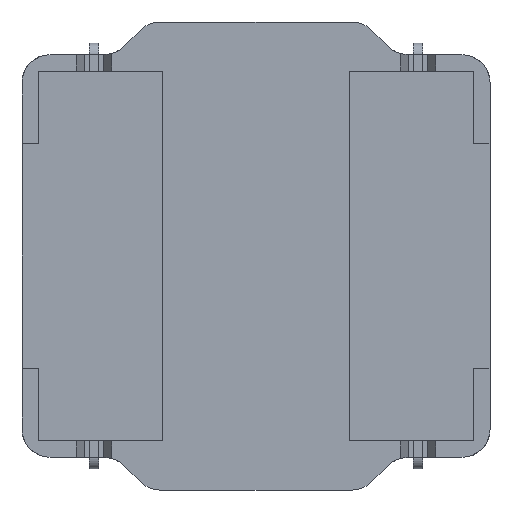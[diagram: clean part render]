
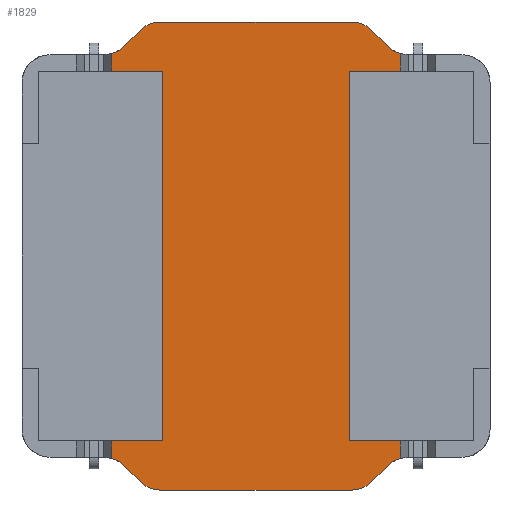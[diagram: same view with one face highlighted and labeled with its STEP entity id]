
A CAD part, front view. The second image highlights one B-rep face of the part: STEP entity #1829.
In plain terms, the highlighted planar face has unit normal (0, -1, 0).
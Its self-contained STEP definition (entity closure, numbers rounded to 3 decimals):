
#1829=ADVANCED_FACE('NONE',(#1830),#2032,.F.);
#1830=FACE_BOUND('NONE',#1831,.T.);
#1831=EDGE_LOOP('',(#1832,#1842,#1850,#1859,#1867,#1876,#1884,#1893,#1901,#1910,#1918,#1926,#1934,#1942,#1950,#1959,#1967,#1976,#1984,#1993,#2001,#2010,#2018,#2026));
#1832=ORIENTED_EDGE('',*,*,#1833,.T.);
#1833=EDGE_CURVE('NONE',#1834,#1836,#1838,.T.);
#1834=VERTEX_POINT('NONE',#1835);
#1835=CARTESIAN_POINT('',(-1.0,0.0,-1.975));
#1836=VERTEX_POINT('NONE',#1837);
#1837=CARTESIAN_POINT('',(-1.54,0.0,-1.975));
#1838=LINE('',#1839,#1840);
#1839=CARTESIAN_POINT('',(0.,0.0,-1.975));
#1840=VECTOR('',#1841,1.0);
#1841=DIRECTION('',(-1.0,0.0,0.));
#1842=ORIENTED_EDGE('',*,*,#1843,.T.);
#1843=EDGE_CURVE('NONE',#1836,#1844,#1846,.F.);
#1844=VERTEX_POINT('NONE',#1845);
#1845=CARTESIAN_POINT('',(-1.54,0.0,-2.162));
#1846=LINE('',#1847,#1848);
#1847=CARTESIAN_POINT('',(-1.54,0.0,-2.5));
#1848=VECTOR('',#1849,1.0);
#1849=DIRECTION('',(0.0,0.0,1.0));
#1850=ORIENTED_EDGE('',*,*,#1851,.T.);
#1851=EDGE_CURVE('NONE',#1844,#1852,#1854,.F.);
#1852=VERTEX_POINT('NONE',#1853);
#1853=CARTESIAN_POINT('',(-1.412,0.0,-2.238));
#1854=CIRCLE('',#1855,0.3);
#1855=AXIS2_PLACEMENT_3D('',#1856,#1857,#1858);
#1856=CARTESIAN_POINT('',(-1.624,0.0,-2.45));
#1857=DIRECTION('',(0.0,-1.0,0.0));
#1858=DIRECTION('',(0.0,0.0,1.0));
#1859=ORIENTED_EDGE('',*,*,#1860,.T.);
#1860=EDGE_CURVE('NONE',#1852,#1861,#1863,.F.);
#1861=VERTEX_POINT('NONE',#1862);
#1862=CARTESIAN_POINT('',(-1.238,0.0,-2.412));
#1863=LINE('',#1864,#1865);
#1864=CARTESIAN_POINT('',(-1.412,0.0,-2.238));
#1865=VECTOR('',#1866,1.0);
#1866=DIRECTION('',(-0.707,0.0,0.707));
#1867=ORIENTED_EDGE('',*,*,#1868,.T.);
#1868=EDGE_CURVE('NONE',#1861,#1869,#1871,.F.);
#1869=VERTEX_POINT('NONE',#1870);
#1870=CARTESIAN_POINT('',(-1.026,0.0,-2.5));
#1871=CIRCLE('',#1872,0.3);
#1872=AXIS2_PLACEMENT_3D('',#1873,#1874,#1875);
#1873=CARTESIAN_POINT('',(-1.026,0.0,-2.2));
#1874=DIRECTION('',(0.0,1.0,0.0));
#1875=DIRECTION('',(0.0,0.0,-1.0));
#1876=ORIENTED_EDGE('',*,*,#1877,.T.);
#1877=EDGE_CURVE('NONE',#1869,#1878,#1880,.F.);
#1878=VERTEX_POINT('NONE',#1879);
#1879=CARTESIAN_POINT('',(1.026,0.0,-2.5));
#1880=LINE('',#1881,#1882);
#1881=CARTESIAN_POINT('',(-1.026,0.0,-2.5));
#1882=VECTOR('',#1883,1.0);
#1883=DIRECTION('',(-1.0,0.0,0.));
#1884=ORIENTED_EDGE('',*,*,#1885,.T.);
#1885=EDGE_CURVE('NONE',#1878,#1886,#1888,.F.);
#1886=VERTEX_POINT('NONE',#1887);
#1887=CARTESIAN_POINT('',(1.238,0.0,-2.412));
#1888=CIRCLE('',#1889,0.3);
#1889=AXIS2_PLACEMENT_3D('',#1890,#1891,#1892);
#1890=CARTESIAN_POINT('',(1.026,0.0,-2.2));
#1891=DIRECTION('',(0.0,1.0,0.0));
#1892=DIRECTION('',(0.0,0.0,1.0));
#1893=ORIENTED_EDGE('',*,*,#1894,.T.);
#1894=EDGE_CURVE('NONE',#1886,#1895,#1897,.F.);
#1895=VERTEX_POINT('NONE',#1896);
#1896=CARTESIAN_POINT('',(1.412,0.0,-2.238));
#1897=LINE('',#1898,#1899);
#1898=CARTESIAN_POINT('',(1.412,0.0,-2.238));
#1899=VECTOR('',#1900,1.0);
#1900=DIRECTION('',(-0.707,0.0,-0.707));
#1901=ORIENTED_EDGE('',*,*,#1902,.T.);
#1902=EDGE_CURVE('NONE',#1895,#1903,#1905,.F.);
#1903=VERTEX_POINT('NONE',#1904);
#1904=CARTESIAN_POINT('',(1.54,0.0,-2.162));
#1905=CIRCLE('',#1906,0.3);
#1906=AXIS2_PLACEMENT_3D('',#1907,#1908,#1909);
#1907=CARTESIAN_POINT('',(1.624,0.0,-2.45));
#1908=DIRECTION('',(0.0,-1.0,0.0));
#1909=DIRECTION('',(0.0,0.0,-1.0));
#1910=ORIENTED_EDGE('',*,*,#1911,.T.);
#1911=EDGE_CURVE('NONE',#1903,#1912,#1914,.T.);
#1912=VERTEX_POINT('NONE',#1913);
#1913=CARTESIAN_POINT('',(1.54,0.0,-1.975));
#1914=LINE('',#1915,#1916);
#1915=CARTESIAN_POINT('',(1.54,0.0,-2.5));
#1916=VECTOR('',#1917,1.0);
#1917=DIRECTION('',(0.0,0.0,1.0));
#1918=ORIENTED_EDGE('',*,*,#1919,.T.);
#1919=EDGE_CURVE('NONE',#1912,#1920,#1922,.F.);
#1920=VERTEX_POINT('NONE',#1921);
#1921=CARTESIAN_POINT('',(1.0,0.0,-1.975));
#1922=LINE('',#1923,#1924);
#1923=CARTESIAN_POINT('',(0.,0.0,-1.975));
#1924=VECTOR('',#1925,1.0);
#1925=DIRECTION('',(1.0,0.0,0.));
#1926=ORIENTED_EDGE('',*,*,#1927,.T.);
#1927=EDGE_CURVE('NONE',#1920,#1928,#1930,.T.);
#1928=VERTEX_POINT('NONE',#1929);
#1929=CARTESIAN_POINT('',(1.0,0.0,1.975));
#1930=LINE('',#1931,#1932);
#1931=CARTESIAN_POINT('',(1.0,0.0,0.));
#1932=VECTOR('',#1933,1.0);
#1933=DIRECTION('',(0.,0.0,1.0));
#1934=ORIENTED_EDGE('',*,*,#1935,.T.);
#1935=EDGE_CURVE('NONE',#1928,#1936,#1938,.T.);
#1936=VERTEX_POINT('NONE',#1937);
#1937=CARTESIAN_POINT('',(1.54,0.0,1.975));
#1938=LINE('',#1939,#1940);
#1939=CARTESIAN_POINT('',(0.,0.0,1.975));
#1940=VECTOR('',#1941,1.0);
#1941=DIRECTION('',(1.0,0.0,0.));
#1942=ORIENTED_EDGE('',*,*,#1943,.T.);
#1943=EDGE_CURVE('NONE',#1936,#1944,#1946,.T.);
#1944=VERTEX_POINT('NONE',#1945);
#1945=CARTESIAN_POINT('',(1.54,0.0,2.162));
#1946=LINE('',#1947,#1948);
#1947=CARTESIAN_POINT('',(1.54,0.0,-2.5));
#1948=VECTOR('',#1949,1.0);
#1949=DIRECTION('',(0.0,0.0,1.0));
#1950=ORIENTED_EDGE('',*,*,#1951,.T.);
#1951=EDGE_CURVE('NONE',#1944,#1952,#1954,.F.);
#1952=VERTEX_POINT('NONE',#1953);
#1953=CARTESIAN_POINT('',(1.412,0.0,2.238));
#1954=CIRCLE('',#1955,0.3);
#1955=AXIS2_PLACEMENT_3D('',#1956,#1957,#1958);
#1956=CARTESIAN_POINT('',(1.624,0.0,2.45));
#1957=DIRECTION('',(0.0,-1.0,0.0));
#1958=DIRECTION('',(0.0,0.0,-1.0));
#1959=ORIENTED_EDGE('',*,*,#1960,.T.);
#1960=EDGE_CURVE('NONE',#1952,#1961,#1963,.F.);
#1961=VERTEX_POINT('NONE',#1962);
#1962=CARTESIAN_POINT('',(1.238,0.0,2.412));
#1963=LINE('',#1964,#1965);
#1964=CARTESIAN_POINT('',(1.412,0.0,2.238));
#1965=VECTOR('',#1966,1.0);
#1966=DIRECTION('',(0.707,0.0,-0.707));
#1967=ORIENTED_EDGE('',*,*,#1968,.T.);
#1968=EDGE_CURVE('NONE',#1961,#1969,#1971,.F.);
#1969=VERTEX_POINT('NONE',#1970);
#1970=CARTESIAN_POINT('',(1.026,0.0,2.5));
#1971=CIRCLE('',#1972,0.3);
#1972=AXIS2_PLACEMENT_3D('',#1973,#1974,#1975);
#1973=CARTESIAN_POINT('',(1.026,0.0,2.2));
#1974=DIRECTION('',(0.0,1.0,0.0));
#1975=DIRECTION('',(0.0,0.0,-1.0));
#1976=ORIENTED_EDGE('',*,*,#1977,.T.);
#1977=EDGE_CURVE('NONE',#1969,#1978,#1980,.F.);
#1978=VERTEX_POINT('NONE',#1979);
#1979=CARTESIAN_POINT('',(-1.026,0.0,2.5));
#1980=LINE('',#1981,#1982);
#1981=CARTESIAN_POINT('',(-1.026,0.0,2.5));
#1982=VECTOR('',#1983,1.0);
#1983=DIRECTION('',(1.0,0.0,0.));
#1984=ORIENTED_EDGE('',*,*,#1985,.T.);
#1985=EDGE_CURVE('NONE',#1978,#1986,#1988,.F.);
#1986=VERTEX_POINT('NONE',#1987);
#1987=CARTESIAN_POINT('',(-1.238,0.0,2.412));
#1988=CIRCLE('',#1989,0.3);
#1989=AXIS2_PLACEMENT_3D('',#1990,#1991,#1992);
#1990=CARTESIAN_POINT('',(-1.026,0.0,2.2));
#1991=DIRECTION('',(0.0,1.0,0.0));
#1992=DIRECTION('',(0.0,0.0,1.0));
#1993=ORIENTED_EDGE('',*,*,#1994,.T.);
#1994=EDGE_CURVE('NONE',#1986,#1995,#1997,.F.);
#1995=VERTEX_POINT('NONE',#1996);
#1996=CARTESIAN_POINT('',(-1.412,0.0,2.238));
#1997=LINE('',#1998,#1999);
#1998=CARTESIAN_POINT('',(-1.412,0.0,2.238));
#1999=VECTOR('',#2000,1.0);
#2000=DIRECTION('',(0.707,0.0,0.707));
#2001=ORIENTED_EDGE('',*,*,#2002,.T.);
#2002=EDGE_CURVE('NONE',#1995,#2003,#2005,.F.);
#2003=VERTEX_POINT('NONE',#2004);
#2004=CARTESIAN_POINT('',(-1.54,0.0,2.162));
#2005=CIRCLE('',#2006,0.3);
#2006=AXIS2_PLACEMENT_3D('',#2007,#2008,#2009);
#2007=CARTESIAN_POINT('',(-1.624,0.0,2.45));
#2008=DIRECTION('',(0.0,-1.0,0.0));
#2009=DIRECTION('',(0.0,0.0,1.0));
#2010=ORIENTED_EDGE('',*,*,#2011,.T.);
#2011=EDGE_CURVE('NONE',#2003,#2012,#2014,.F.);
#2012=VERTEX_POINT('NONE',#2013);
#2013=CARTESIAN_POINT('',(-1.54,0.0,1.975));
#2014=LINE('',#2015,#2016);
#2015=CARTESIAN_POINT('',(-1.54,0.0,-2.5));
#2016=VECTOR('',#2017,1.0);
#2017=DIRECTION('',(0.0,0.0,1.0));
#2018=ORIENTED_EDGE('',*,*,#2019,.T.);
#2019=EDGE_CURVE('NONE',#2012,#2020,#2022,.F.);
#2020=VERTEX_POINT('NONE',#2021);
#2021=CARTESIAN_POINT('',(-1.0,0.0,1.975));
#2022=LINE('',#2023,#2024);
#2023=CARTESIAN_POINT('',(0.,0.0,1.975));
#2024=VECTOR('',#2025,1.0);
#2025=DIRECTION('',(-1.0,0.0,0.));
#2026=ORIENTED_EDGE('',*,*,#2027,.T.);
#2027=EDGE_CURVE('NONE',#2020,#1834,#2028,.F.);
#2028=LINE('',#2029,#2030);
#2029=CARTESIAN_POINT('',(-1.0,0.0,0.));
#2030=VECTOR('',#2031,1.0);
#2031=DIRECTION('',(0.,0.0,1.0));
#2032=PLANE('',#2033);
#2033=AXIS2_PLACEMENT_3D('',#2034,#2035,#2036);
#2034=CARTESIAN_POINT('',(1.026,0.0,-2.2));
#2035=DIRECTION('',(0.0,1.0,0.0));
#2036=DIRECTION('',(1.0,0.0,0.0));
